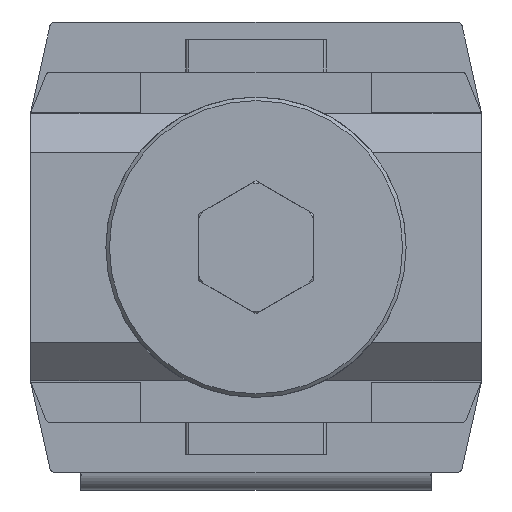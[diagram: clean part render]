
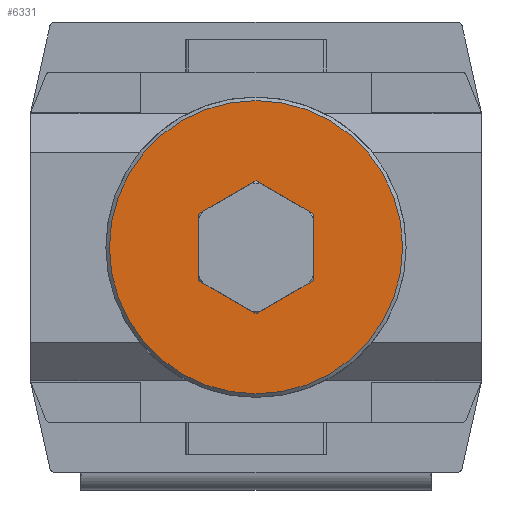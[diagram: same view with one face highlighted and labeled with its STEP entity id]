
A CAD part, front view. The second image highlights one B-rep face of the part: STEP entity #6331.
In plain terms, the highlighted planar face has unit normal (0, -1, 0).
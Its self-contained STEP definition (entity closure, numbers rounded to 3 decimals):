
#384=LINE('',#9052,#830);
#386=LINE('',#9056,#832);
#388=LINE('',#9060,#834);
#390=LINE('',#9064,#836);
#392=LINE('',#9068,#838);
#394=LINE('',#9072,#840);
#830=VECTOR('',#7537,1000.);
#832=VECTOR('',#7541,1000.);
#834=VECTOR('',#7545,1000.);
#836=VECTOR('',#7549,1000.);
#838=VECTOR('',#7553,1000.);
#840=VECTOR('',#7557,1000.);
#1676=ORIENTED_EDGE('',*,*,#2725,.T.);
#1677=ORIENTED_EDGE('',*,*,#2722,.T.);
#1678=ORIENTED_EDGE('',*,*,#2720,.T.);
#1679=ORIENTED_EDGE('',*,*,#2718,.T.);
#1680=ORIENTED_EDGE('',*,*,#2716,.T.);
#1681=ORIENTED_EDGE('',*,*,#2714,.T.);
#1682=ORIENTED_EDGE('',*,*,#2712,.T.);
#2712=EDGE_CURVE('',#3272,#3271,#384,.T.);
#2714=EDGE_CURVE('',#3273,#3272,#386,.T.);
#2716=EDGE_CURVE('',#3274,#3273,#388,.T.);
#2718=EDGE_CURVE('',#3275,#3274,#390,.T.);
#2720=EDGE_CURVE('',#3276,#3275,#392,.T.);
#2722=EDGE_CURVE('',#3271,#3276,#394,.T.);
#2725=EDGE_CURVE('',#3279,#3279,#3546,.T.);
#3271=VERTEX_POINT('',#9051);
#3272=VERTEX_POINT('',#9053);
#3273=VERTEX_POINT('',#9057);
#3274=VERTEX_POINT('',#9061);
#3275=VERTEX_POINT('',#9065);
#3276=VERTEX_POINT('',#9069);
#3279=VERTEX_POINT('',#9081);
#3546=CIRCLE('',#6680,29.293);
#3773=EDGE_LOOP('',(#1676));
#3774=EDGE_LOOP('',(#1677,#1678,#1679,#1680,#1681,#1682));
#4077=FACE_BOUND('',#3773,.T.);
#4078=FACE_BOUND('',#3774,.T.);
#4323=PLANE('',#6679);
#6331=ADVANCED_FACE('',(#4077,#4078),#4323,.F.);
#6679=AXIS2_PLACEMENT_3D('',#9079,#7566,#7567);
#6680=AXIS2_PLACEMENT_3D('',#9080,#7568,#7569);
#7537=DIRECTION('',(-0.866,0.,0.5));
#7541=DIRECTION('',(-0.866,0.,-0.5));
#7545=DIRECTION('',(0.,0.,-1.));
#7549=DIRECTION('',(0.866,0.,-0.5));
#7553=DIRECTION('',(0.866,0.,0.5));
#7557=DIRECTION('',(0.,0.,1.));
#7566=DIRECTION('',(0.,1.,0.));
#7567=DIRECTION('',(0.,0.,1.));
#7568=DIRECTION('',(0.,-1.,0.));
#7569=DIRECTION('',(0.,0.,-1.));
#9051=CARTESIAN_POINT('',(-11.5,-99.5,-6.64));
#9052=CARTESIAN_POINT('',(0.,-99.5,-13.279));
#9053=CARTESIAN_POINT('',(0.,-99.5,-13.279));
#9056=CARTESIAN_POINT('',(11.5,-99.5,-6.64));
#9057=CARTESIAN_POINT('',(11.5,-99.5,-6.64));
#9060=CARTESIAN_POINT('',(11.5,-99.5,6.64));
#9061=CARTESIAN_POINT('',(11.5,-99.5,6.64));
#9064=CARTESIAN_POINT('',(0.,-99.5,13.279));
#9065=CARTESIAN_POINT('',(0.,-99.5,13.279));
#9068=CARTESIAN_POINT('',(-11.5,-99.5,6.64));
#9069=CARTESIAN_POINT('',(-11.5,-99.5,6.64));
#9072=CARTESIAN_POINT('',(-11.5,-99.5,-6.64));
#9079=CARTESIAN_POINT('',(29.293,-99.5,0.));
#9080=CARTESIAN_POINT('',(0.,-99.5,0.));
#9081=CARTESIAN_POINT('',(0.,-99.5,-29.293));
